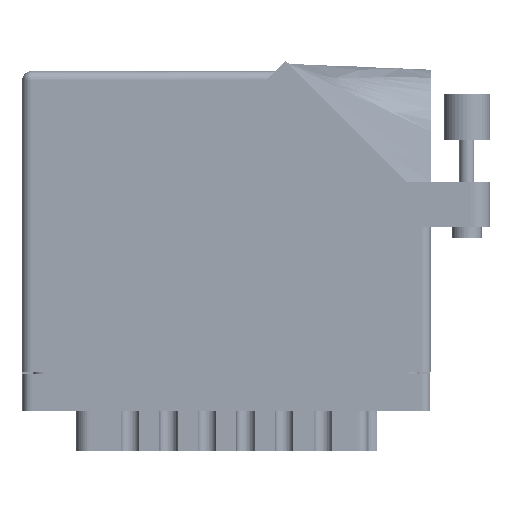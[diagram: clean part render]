
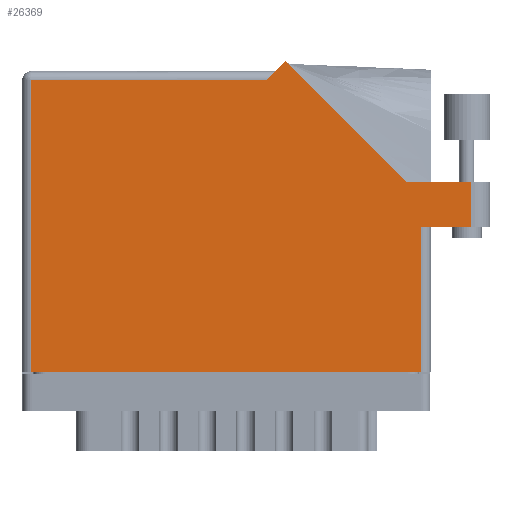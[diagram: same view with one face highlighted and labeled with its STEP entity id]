
A CAD part, front view. The second image highlights one B-rep face of the part: STEP entity #26369.
In plain terms, the highlighted face is planar.
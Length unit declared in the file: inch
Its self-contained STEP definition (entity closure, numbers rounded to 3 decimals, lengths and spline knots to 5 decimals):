
#1954 = DIRECTION ( 'NONE',  ( 0., 0., -1. ) ) ;
#2859 = VERTEX_POINT ( 'NONE', #41407 ) ;
#4722 = LINE ( 'NONE', #68700, #64977 ) ;
#4986 = ORIENTED_EDGE ( 'NONE', *, *, #23621, .T. ) ;
#5136 = DIRECTION ( 'NONE',  ( 0., -1., 0. ) ) ;
#6956 = LINE ( 'NONE', #49303, #38397 ) ;
#8394 = ORIENTED_EDGE ( 'NONE', *, *, #48485, .T. ) ;
#9303 = VECTOR ( 'NONE', #57960, 39.37008 ) ;
#9475 = LINE ( 'NONE', #36751, #57155 ) ;
#13970 = VECTOR ( 'NONE', #64383, 39.37008 ) ;
#14135 = VERTEX_POINT ( 'NONE', #34155 ) ;
#15162 = CARTESIAN_POINT ( 'NONE',  ( 1.705, 2.03, 0. ) ) ;
#15240 = VECTOR ( 'NONE', #49108, 39.37008 ) ;
#17213 = ORIENTED_EDGE ( 'NONE', *, *, #68249, .T. ) ;
#17910 = DIRECTION ( 'NONE',  ( 1., 0., 0. ) ) ;
#18183 = DIRECTION ( 'NONE',  ( -1., 0., 0. ) ) ;
#18498 = CARTESIAN_POINT ( 'NONE',  ( 0.062, 0., 0. ) ) ;
#21530 = DIRECTION ( 'NONE',  ( 0., 1., 0. ) ) ;
#21560 = LINE ( 'NONE', #56863, #13970 ) ;
#22176 = DIRECTION ( 'NONE',  ( 1., 0., 0. ) ) ;
#23621 = EDGE_CURVE ( 'NONE', #69555, #77149, #4722, .T. ) ;
#24355 = VERTEX_POINT ( 'NONE', #59084 ) ;
#25141 = ORIENTED_EDGE ( 'NONE', *, *, #39803, .T. ) ;
#26369 = ADVANCED_FACE ( 'NONE', ( #80964 ), #37678, .F. ) ;
#27482 = EDGE_LOOP ( 'NONE', ( #4986, #25141, #49394, #8394, #17213, #46425, #60431, #81598, #80548 ) ) ;
#28783 = LINE ( 'NONE', #15162, #9303 ) ;
#31526 = CARTESIAN_POINT ( 'NONE',  ( 0., 2.03, 0. ) ) ;
#32278 = LINE ( 'NONE', #52090, #80152 ) ;
#34155 = CARTESIAN_POINT ( 'NONE',  ( 0.062, 1.968, 0. ) ) ;
#34699 = VECTOR ( 'NONE', #66437, 39.37008 ) ;
#36666 = EDGE_CURVE ( 'NONE', #42186, #47919, #9475, .T. ) ;
#36751 = CARTESIAN_POINT ( 'NONE',  ( 0., 0., 0. ) ) ;
#37678 = PLANE ( 'NONE',  #51545 ) ;
#38130 = DIRECTION ( 'NONE',  ( -1., 0., 0. ) ) ;
#38397 = VECTOR ( 'NONE', #21530, 39.37008 ) ;
#39803 = EDGE_CURVE ( 'NONE', #77149, #55796, #6956, .T. ) ;
#41407 = CARTESIAN_POINT ( 'NONE',  ( 1.77571, 2.10071, 0. ) ) ;
#42186 = VERTEX_POINT ( 'NONE', #18498 ) ;
#46425 = ORIENTED_EDGE ( 'NONE', *, *, #91842, .T. ) ;
#46709 = VERTEX_POINT ( 'NONE', #92479 ) ;
#47919 = VERTEX_POINT ( 'NONE', #84144 ) ;
#48485 = EDGE_CURVE ( 'NONE', #24355, #2859, #21560, .T. ) ;
#49108 = DIRECTION ( 'NONE',  ( 0., 1., 0. ) ) ;
#49303 = CARTESIAN_POINT ( 'NONE',  ( 3.03, 1.287, 0. ) ) ;
#49394 = ORIENTED_EDGE ( 'NONE', *, *, #77760, .T. ) ;
#50946 = LINE ( 'NONE', #73940, #34699 ) ;
#51545 = AXIS2_PLACEMENT_3D ( 'NONE', #31526, #1954, #38130 ) ;
#52090 = CARTESIAN_POINT ( 'NONE',  ( 0., 1.968, 0. ) ) ;
#52435 = EDGE_CURVE ( 'NONE', #14135, #42186, #62066, .T. ) ;
#55470 = CARTESIAN_POINT ( 'NONE',  ( 0.062, 0., 0. ) ) ;
#55796 = VERTEX_POINT ( 'NONE', #87017 ) ;
#56863 = CARTESIAN_POINT ( 'NONE',  ( 2.58942, 1.287, 0. ) ) ;
#57155 = VECTOR ( 'NONE', #22176, 39.37008 ) ;
#57960 = DIRECTION ( 'NONE',  ( -0.707, -0.707, 0. ) ) ;
#59084 = CARTESIAN_POINT ( 'NONE',  ( 2.58942, 1.287, 0. ) ) ;
#60431 = ORIENTED_EDGE ( 'NONE', *, *, #52435, .T. ) ;
#62066 = LINE ( 'NONE', #55470, #86916 ) ;
#63217 = CARTESIAN_POINT ( 'NONE',  ( 2.693, 0.98, 0. ) ) ;
#64383 = DIRECTION ( 'NONE',  ( -0.707, 0.707, 0. ) ) ;
#64977 = VECTOR ( 'NONE', #17910, 39.37008 ) ;
#66437 = DIRECTION ( 'NONE',  ( -1., 0., 0. ) ) ;
#68249 = EDGE_CURVE ( 'NONE', #2859, #46709, #28783, .T. ) ;
#68700 = CARTESIAN_POINT ( 'NONE',  ( 2.755, 0.98, 0. ) ) ;
#69555 = VERTEX_POINT ( 'NONE', #82550 ) ;
#71195 = LINE ( 'NONE', #63217, #15240 ) ;
#73940 = CARTESIAN_POINT ( 'NONE',  ( 3.155, 1.287, 0. ) ) ;
#77149 = VERTEX_POINT ( 'NONE', #83575 ) ;
#77760 = EDGE_CURVE ( 'NONE', #55796, #24355, #50946, .T. ) ;
#80152 = VECTOR ( 'NONE', #18183, 39.37008 ) ;
#80548 = ORIENTED_EDGE ( 'NONE', *, *, #88059, .T. ) ;
#80964 = FACE_OUTER_BOUND ( 'NONE', #27482, .T. ) ;
#81598 = ORIENTED_EDGE ( 'NONE', *, *, #36666, .T. ) ;
#82550 = CARTESIAN_POINT ( 'NONE',  ( 2.693, 0.98, 0. ) ) ;
#83575 = CARTESIAN_POINT ( 'NONE',  ( 3.03, 0.98, 0. ) ) ;
#84144 = CARTESIAN_POINT ( 'NONE',  ( 2.693, 0., 0. ) ) ;
#86916 = VECTOR ( 'NONE', #5136, 39.37008 ) ;
#87017 = CARTESIAN_POINT ( 'NONE',  ( 3.03, 1.287, 0. ) ) ;
#88059 = EDGE_CURVE ( 'NONE', #47919, #69555, #71195, .T. ) ;
#91842 = EDGE_CURVE ( 'NONE', #46709, #14135, #32278, .T. ) ;
#92479 = CARTESIAN_POINT ( 'NONE',  ( 1.643, 1.968, 0. ) ) ;
